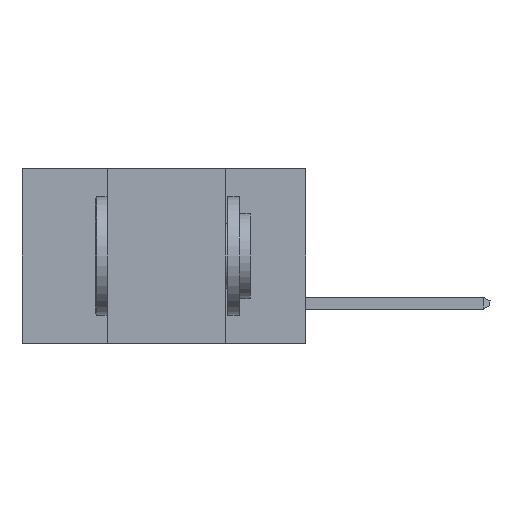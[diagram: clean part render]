
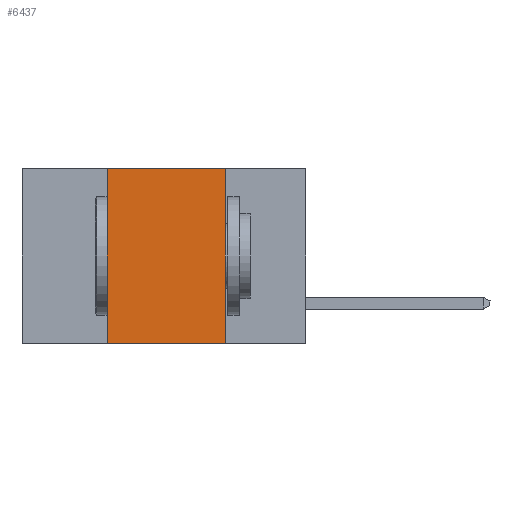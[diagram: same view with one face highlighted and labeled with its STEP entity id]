
A CAD part, left-side view. The second image highlights one B-rep face of the part: STEP entity #6437.
In plain terms, the highlighted planar face has unit normal (-1, 0, 0).
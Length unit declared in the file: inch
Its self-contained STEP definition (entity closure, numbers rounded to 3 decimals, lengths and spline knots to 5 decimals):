
#20 = VECTOR ( 'NONE', #16974, 39.37008 ) ;
#981 = LINE ( 'NONE', #10248, #6950 ) ;
#1620 = VERTEX_POINT ( 'NONE', #30552 ) ;
#1629 = FACE_OUTER_BOUND ( 'NONE', #6263, .T. ) ;
#3242 = CARTESIAN_POINT ( 'NONE',  ( 0., 0.6, 0. ) ) ;
#3354 = DIRECTION ( 'NONE',  ( 1., 0., 0. ) ) ;
#5391 = VERTEX_POINT ( 'NONE', #8188 ) ;
#6263 = EDGE_LOOP ( 'NONE', ( #15687, #28039, #27077, #15871 ) ) ;
#6437 = ADVANCED_FACE ( 'NONE', ( #1629 ), #25938, .F. ) ;
#6950 = VECTOR ( 'NONE', #32334, 39.37008 ) ;
#7058 = EDGE_CURVE ( 'NONE', #1620, #23521, #19777, .T. ) ;
#7314 = EDGE_CURVE ( 'NONE', #17776, #5391, #15420, .T. ) ;
#8023 = AXIS2_PLACEMENT_3D ( 'NONE', #3242, #3354, #23426 ) ;
#8188 = CARTESIAN_POINT ( 'NONE',  ( 0., 0.42, 0. ) ) ;
#10029 = EDGE_CURVE ( 'NONE', #17776, #23521, #981, .T. ) ;
#10248 = CARTESIAN_POINT ( 'NONE',  ( 0., 0.6, -0.37 ) ) ;
#10309 = LINE ( 'NONE', #30974, #32306 ) ;
#10628 = CARTESIAN_POINT ( 'NONE',  ( 0., 0.17, 0. ) ) ;
#10797 = CARTESIAN_POINT ( 'NONE',  ( 0., 0.17, -0.37 ) ) ;
#15420 = LINE ( 'NONE', #22027, #20 ) ;
#15614 = DIRECTION ( 'NONE',  ( 0., -1., 0. ) ) ;
#15687 = ORIENTED_EDGE ( 'NONE', *, *, #7058, .F. ) ;
#15871 = ORIENTED_EDGE ( 'NONE', *, *, #10029, .T. ) ;
#16974 = DIRECTION ( 'NONE',  ( 0., 0., 1. ) ) ;
#17776 = VERTEX_POINT ( 'NONE', #19955 ) ;
#19777 = LINE ( 'NONE', #10628, #29607 ) ;
#19955 = CARTESIAN_POINT ( 'NONE',  ( 0., 0.42, -0.37 ) ) ;
#22027 = CARTESIAN_POINT ( 'NONE',  ( 0., 0.42, 0. ) ) ;
#23426 = DIRECTION ( 'NONE',  ( 0., 0., -1. ) ) ;
#23521 = VERTEX_POINT ( 'NONE', #10797 ) ;
#23989 = EDGE_CURVE ( 'NONE', #5391, #1620, #10309, .T. ) ;
#25909 = DIRECTION ( 'NONE',  ( 0., 0., -1. ) ) ;
#25938 = PLANE ( 'NONE',  #8023 ) ;
#27077 = ORIENTED_EDGE ( 'NONE', *, *, #7314, .F. ) ;
#28039 = ORIENTED_EDGE ( 'NONE', *, *, #23989, .F. ) ;
#29607 = VECTOR ( 'NONE', #25909, 39.37008 ) ;
#30552 = CARTESIAN_POINT ( 'NONE',  ( 0., 0.17, 0. ) ) ;
#30974 = CARTESIAN_POINT ( 'NONE',  ( 0., 0.6, 0. ) ) ;
#32306 = VECTOR ( 'NONE', #15614, 39.37008 ) ;
#32334 = DIRECTION ( 'NONE',  ( 0., -1., 0. ) ) ;
